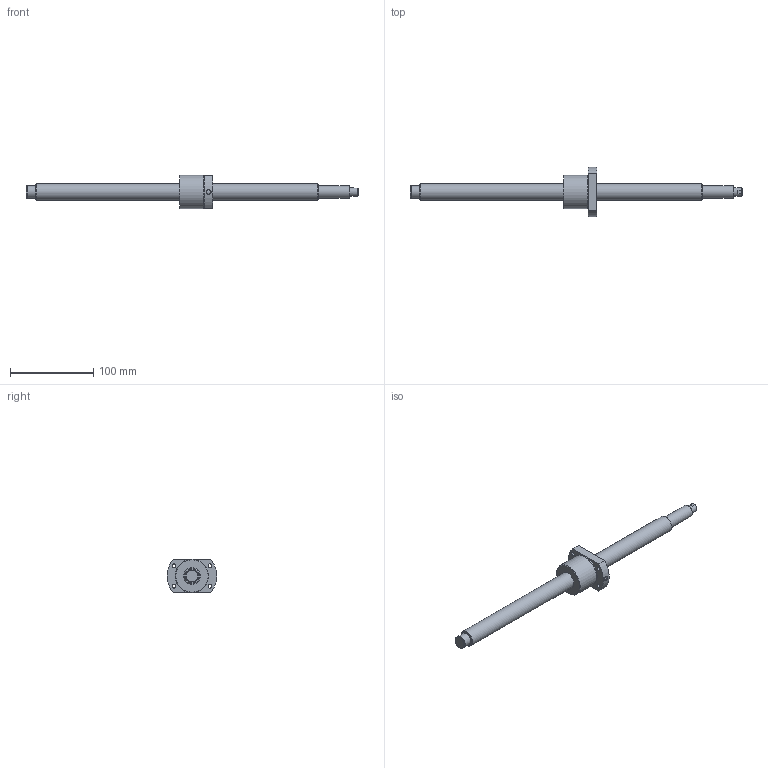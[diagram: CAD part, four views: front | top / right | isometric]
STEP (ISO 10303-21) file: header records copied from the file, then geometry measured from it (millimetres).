
FILE_DESCRIPTION(/* description */ ('STEP AP214'),/* implementation_level */ '2;1');
FILE_NAME(/* name */ 'FBSSZCN2005-400-F10-P10-S38-V15-U15-SC5-G12-Q15-K10',/* time_stamp */ '2024-01-04T11:49:37+01:00',/* author */ ('License CC BY-ND 4.0'),/* organization */ ('CADENAS'),/* preprocessor_version */ 'ST-DEVELOPER v19.3',/* originating_system */ 'PARTsolutions',/* authorisation */ ' ');
FILE_SCHEMA (('AUTOMOTIVE_DESIGN {1 0 10303 214 3 1 1}'));
Length unit declared in the file: millimetre
Products named in the file (3): FBSSZCN2005-400-F10-P10-S38-V15-U15-SC5-G12-Q15-K10; NUT2005b; FBSSZCN2005-400-F10-P10-S38-V15-U15-SC5-G12-Q15-K10a
Assembly tree (2 placements, depth 2):
  FBSSZCN2005-400-F10-P10-S38-V15-U15-SC5-G12-Q15-K10
    NUT2005b
    FBSSZCN2005-400-F10-P10-S38-V15-U15-SC5-G12-Q15-K10a
Bounding box: 400 x 59.9 x 40.1 mm (x, y, z)
Volume: 162487.3 mm3; surface area: 37222.2 mm2
Topology: 2 solids, 2 shells, 40 faces, 79 edges, 50 vertices
Faces by surface type: cylinder 16, plane 15, cone 6, torus 3
Full cylindrical faces by diameter (mm): 4.5 x4, 4.917 x1, 10 x1, 14.3 x1, 15 x3, 20 x2, 39.1 x1, 40 x1
Entity records: 1028 total; most frequent: DIRECTION 177, CARTESIAN_POINT 172, ORIENTED_EDGE 110, AXIS2_PLACEMENT_3D 83, EDGE_LOOP 81, FACE_BOUND 81, EDGE_CURVE 55, VERTEX_POINT 48
